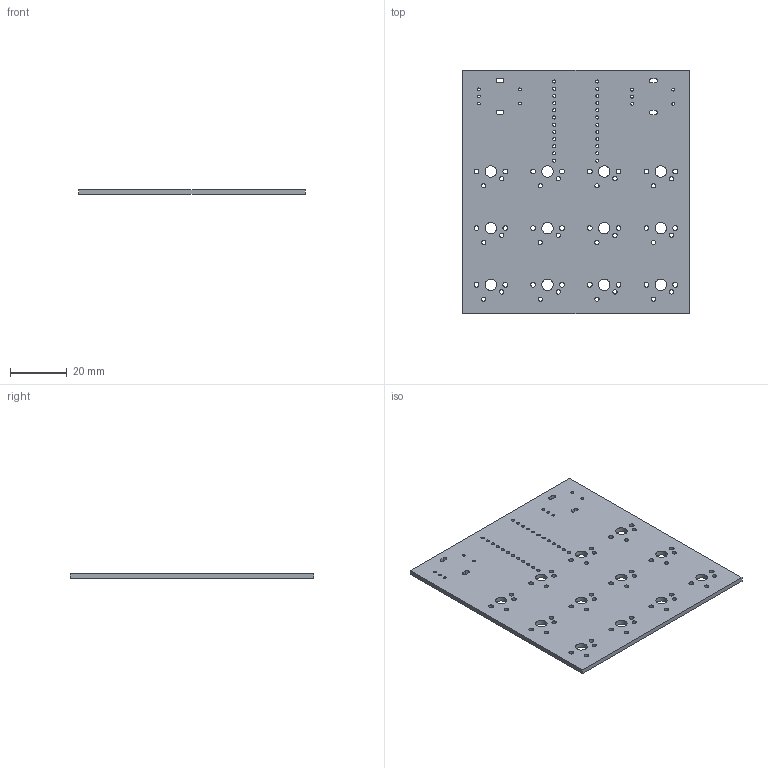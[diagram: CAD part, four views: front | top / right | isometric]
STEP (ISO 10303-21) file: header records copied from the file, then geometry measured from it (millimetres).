
FILE_DESCRIPTION(('KiCad electronic assembly'),'2;1');
FILE_NAME('MacroBoard_16keys.step','2023-03-16T22:55:44',('Pcbnew'),( 'Kicad'),'Open CASCADE STEP processor 7.6','KiCad to STEP converter' ,'Unknown');
FILE_SCHEMA(('AUTOMOTIVE_DESIGN { 1 0 10303 214 1 1 1 1 }'));
Length unit declared in the file: millimetre
Products named in the file (2): MacroBoard_16keys 1; _autosave-MacroBoard_16keys PCB
Assembly tree (1 placements, depth 2):
  MacroBoard_16keys 1
    _autosave-MacroBoard_16keys PCB
Bounding box: 79.9 x 85.9 x 1.6 mm (x, y, z)
Volume: 10512.3 mm3; surface area: 14528 mm2
Topology: 1 solids, 1 shells, 116 faces, 342 edges, 228 vertices
Faces by surface type: cylinder 102, plane 14
Full cylindrical faces by diameter (mm): 1 x10, 1.1 x24, 1.5 x24, 1.7 x24, 4 x12
Entity records: 9487 total; most frequent: CARTESIAN_POINT 2596, DIRECTION 1262, ORIENTED_EDGE 684, PCURVE 684, DEFINITIONAL_REPRESENTATION 684, LINE 618, VECTOR 618, EDGE_CURVE 342
